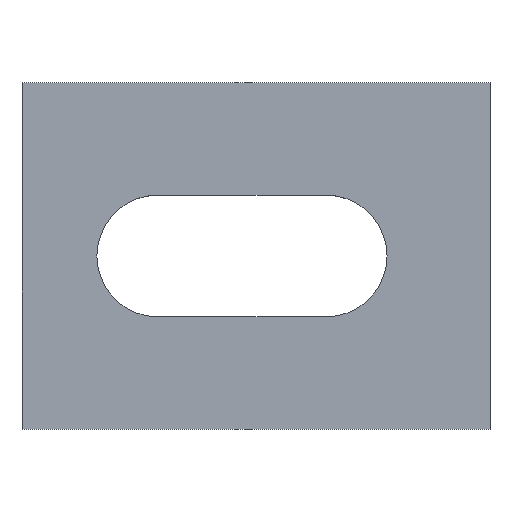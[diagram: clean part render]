
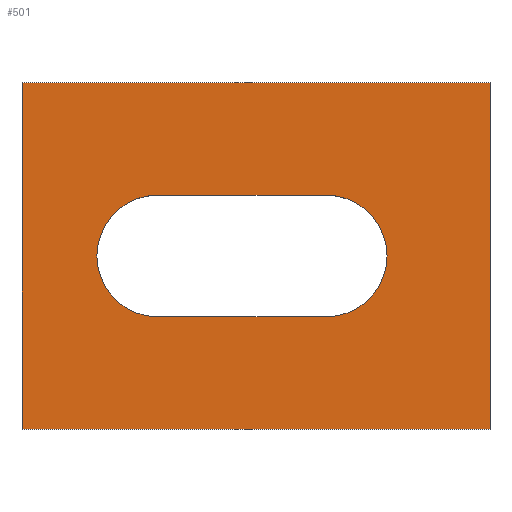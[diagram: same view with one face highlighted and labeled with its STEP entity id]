
A CAD part, top view. The second image highlights one B-rep face of the part: STEP entity #501.
In plain terms, the highlighted planar face has unit normal (0, 0, 1).
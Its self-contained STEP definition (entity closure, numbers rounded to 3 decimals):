
#269=CIRCLE('',#480,3.25);
#270=CIRCLE('',#481,3.25);
#283=ORIENTED_EDGE('',*,*,#386,.T.);
#284=ORIENTED_EDGE('',*,*,#383,.T.);
#285=ORIENTED_EDGE('',*,*,#387,.T.);
#286=ORIENTED_EDGE('',*,*,#388,.T.);
#287=ORIENTED_EDGE('',*,*,#389,.F.);
#288=ORIENTED_EDGE('',*,*,#390,.F.);
#289=ORIENTED_EDGE('',*,*,#391,.F.);
#290=ORIENTED_EDGE('',*,*,#392,.F.);
#325=VECTOR('',#437,1.);
#328=VECTOR('',#442,1.);
#329=VECTOR('',#443,1.);
#330=VECTOR('',#444,1.);
#331=VECTOR('',#445,1.);
#332=VECTOR('',#448,1.);
#345=LINE('',#533,#325);
#348=LINE('',#538,#328);
#349=LINE('',#540,#329);
#350=LINE('',#541,#330);
#351=LINE('',#544,#331);
#352=LINE('',#548,#332);
#367=VERTEX_POINT('',#531);
#368=VERTEX_POINT('',#532);
#369=VERTEX_POINT('',#537);
#370=VERTEX_POINT('',#539);
#371=VERTEX_POINT('',#542);
#372=VERTEX_POINT('',#543);
#373=VERTEX_POINT('',#545);
#374=VERTEX_POINT('',#547);
#383=EDGE_CURVE('',#367,#368,#345,.T.);
#386=EDGE_CURVE('',#369,#367,#348,.T.);
#387=EDGE_CURVE('',#368,#370,#349,.T.);
#388=EDGE_CURVE('',#370,#369,#350,.T.);
#389=EDGE_CURVE('',#371,#372,#351,.T.);
#390=EDGE_CURVE('',#373,#371,#269,.T.);
#391=EDGE_CURVE('',#374,#373,#352,.T.);
#392=EDGE_CURVE('',#372,#374,#270,.T.);
#402=EDGE_LOOP('',(#283,#284,#285,#286));
#403=EDGE_LOOP('',(#287,#288,#289,#290));
#414=FACE_BOUND('',#402,.T.);
#415=FACE_BOUND('',#403,.T.);
#437=DIRECTION('',(25.,0.,0.));
#440=DIRECTION('',(0.,0.,1.));
#441=DIRECTION('',(0.,-1.,0.));
#442=DIRECTION('',(0.,-18.5,0.));
#443=DIRECTION('',(0.,18.5,0.));
#444=DIRECTION('',(-25.,0.,0.));
#445=DIRECTION('',(-9.,0.,0.));
#446=DIRECTION('',(0.,0.,1.));
#447=DIRECTION('',(0.,3.25,0.));
#448=DIRECTION('',(9.,0.,0.));
#449=DIRECTION('',(0.,0.,1.));
#450=DIRECTION('',(0.,3.25,0.));
#479=AXIS2_PLACEMENT_3D('',#536,#440,#441);
#480=AXIS2_PLACEMENT_3D('',#546,#446,#447);
#481=AXIS2_PLACEMENT_3D('',#549,#449,#450);
#493=PLANE('',#479);
#501=ADVANCED_FACE('',(#414,#415),#493,.T.);
#531=CARTESIAN_POINT('',(0.,0.,2.));
#532=CARTESIAN_POINT('',(25.,0.,2.));
#533=CARTESIAN_POINT('',(0.,0.,2.));
#536=CARTESIAN_POINT('',(0.,0.,2.));
#537=CARTESIAN_POINT('',(0.,18.5,2.));
#538=CARTESIAN_POINT('',(0.,18.5,2.));
#539=CARTESIAN_POINT('',(25.,18.5,2.));
#540=CARTESIAN_POINT('',(25.,0.,2.));
#541=CARTESIAN_POINT('',(25.,18.5,2.));
#542=CARTESIAN_POINT('',(16.25,12.5,2.));
#543=CARTESIAN_POINT('',(7.25,12.5,2.));
#544=CARTESIAN_POINT('',(16.25,12.5,2.));
#545=CARTESIAN_POINT('',(16.25,6.,2.));
#546=CARTESIAN_POINT('',(16.25,9.25,2.));
#547=CARTESIAN_POINT('',(7.25,6.,2.));
#548=CARTESIAN_POINT('',(7.25,6.,2.));
#549=CARTESIAN_POINT('',(7.25,9.25,2.));
